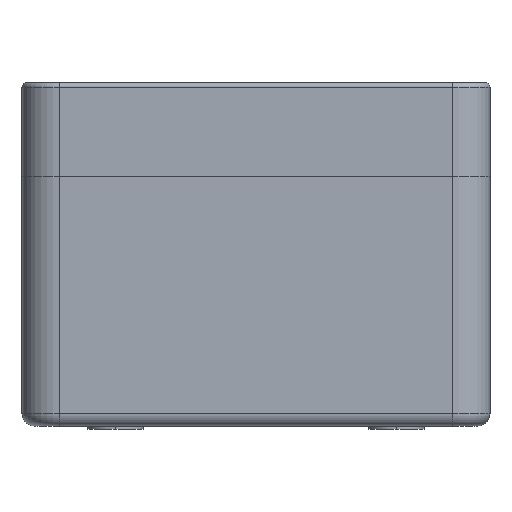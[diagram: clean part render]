
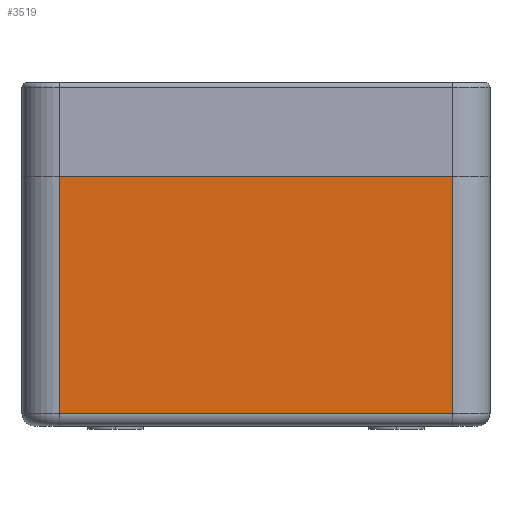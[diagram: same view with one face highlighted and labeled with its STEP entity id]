
A CAD part, left-side view. The second image highlights one B-rep face of the part: STEP entity #3519.
In plain terms, the highlighted planar face has unit normal (-1, 0, 0).
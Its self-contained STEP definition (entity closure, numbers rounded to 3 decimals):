
#231=DIRECTION('',(0.,1.,0.));
#232=VECTOR('',#231,63.);
#233=CARTESIAN_POINT('',(-95.,-31.5,0.));
#234=LINE('',#233,#232);
#920=DIRECTION('',(0.,1.,0.));
#921=VECTOR('',#920,63.);
#922=CARTESIAN_POINT('',(-95.,-31.5,-38.));
#923=LINE('',#922,#921);
#927=DIRECTION('',(0.,0.,-1.));
#928=VECTOR('',#927,38.);
#929=CARTESIAN_POINT('',(-95.,31.5,0.));
#930=LINE('',#929,#928);
#934=DIRECTION('',(0.,0.,-1.));
#935=VECTOR('',#934,38.);
#936=CARTESIAN_POINT('',(-95.,-31.5,0.));
#937=LINE('',#936,#935);
#2668=CARTESIAN_POINT('',(-95.,-31.5,0.));
#2670=VERTEX_POINT('',#2668);
#2673=CARTESIAN_POINT('',(-95.,31.5,0.));
#2675=VERTEX_POINT('',#2673);
#2834=CARTESIAN_POINT('',(-95.,-31.5,-38.));
#2835=VERTEX_POINT('',#2834);
#2836=CARTESIAN_POINT('',(-95.,31.5,-38.));
#2837=VERTEX_POINT('',#2836);
#3507=CARTESIAN_POINT('',(-95.,37.5,0.));
#3508=DIRECTION('',(-1.,0.,0.));
#3509=DIRECTION('',(0.,-1.,0.));
#3510=AXIS2_PLACEMENT_3D('',#3507,#3508,#3509);
#3511=PLANE('',#3510);
#3512=ORIENTED_EDGE('',*,*,#3499,.T.);
#3513=ORIENTED_EDGE('',*,*,#3471,.F.);
#3514=ORIENTED_EDGE('',*,*,#3111,.F.);
#3516=ORIENTED_EDGE('',*,*,#3515,.T.);
#3517=EDGE_LOOP('',(#3512,#3513,#3514,#3516));
#3518=FACE_OUTER_BOUND('',#3517,.F.);
#3111=EDGE_CURVE('',#2670,#2675,#234,.T.);
#3471=EDGE_CURVE('',#2675,#2837,#930,.T.);
#3499=EDGE_CURVE('',#2835,#2837,#923,.T.);
#3515=EDGE_CURVE('',#2670,#2835,#937,.T.);
#3519=ADVANCED_FACE('',(#3518),#3511,.T.);
